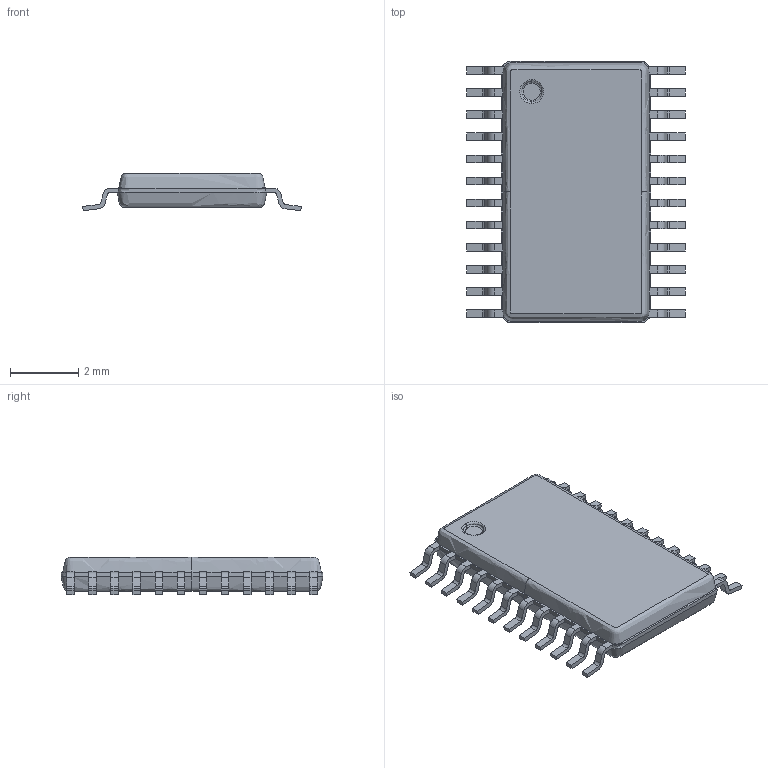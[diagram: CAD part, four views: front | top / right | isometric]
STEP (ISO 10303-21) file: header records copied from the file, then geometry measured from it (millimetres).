
FILE_DESCRIPTION(/* description */ (''),/* implementation_level */ '2;1');
FILE_NAME(/* name */ 'TSSOP-24',/* time_stamp */ '2017-09-25T16:15:05+02:00',/* author */ (''),/* organization */ (''),/* preprocessor_version */ 'ST-DEVELOPER v14',/* originating_system */ '',/* authorisation */ '');
FILE_SCHEMA (('AUTOMOTIVE_DESIGN'));
Length unit declared in the file: millimetre
Products named in the file (1): Document
Bounding box: 6.43 x 7.7 x 1.1 mm (x, y, z)
Volume: 34.8 mm3; surface area: 181.4 mm2
Topology: 13 solids, 13 shells, 351 faces, 1036 edges, 688 vertices
Faces by surface type: bspline 300, plane 51
Entity records: 36759 total; most frequent: CARTESIAN_POINT 30267, ORIENTED_EDGE 2072, EDGE_CURVE 1036, B_SPLINE_CURVE_WITH_KNOTS 1026, VERTEX_POINT 688, EDGE_LOOP 352, ADVANCED_FACE 351, FACE_OUTER_BOUND 351
